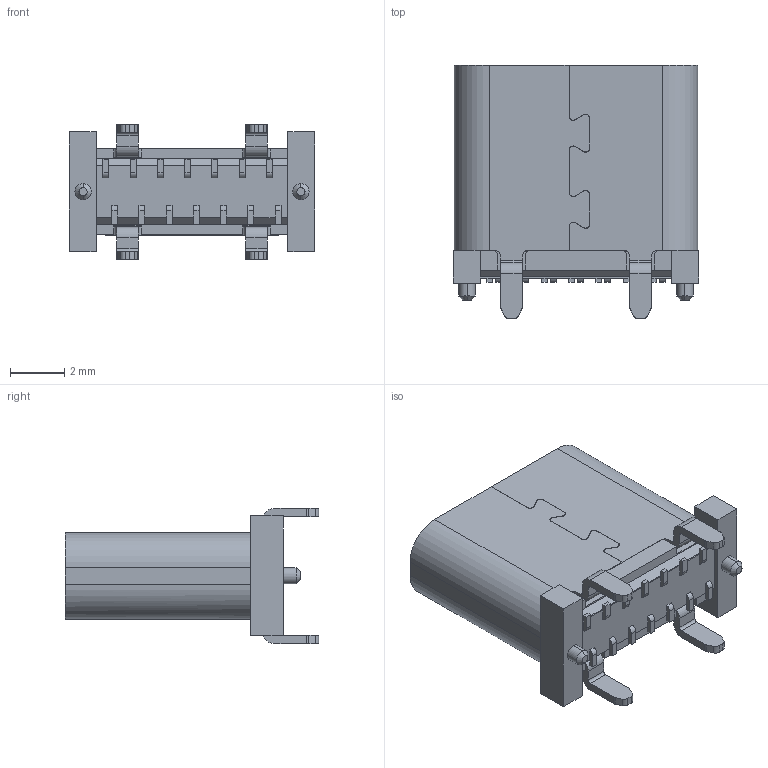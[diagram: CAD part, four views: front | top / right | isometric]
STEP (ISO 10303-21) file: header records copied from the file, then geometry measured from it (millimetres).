
FILE_DESCRIPTION((''),'2;1');
FILE_NAME('PRT0001','2024-06-13T14:17:09',('Administrator'),(''),'CREO PARAMETRIC BY PTC INC, 2020154','CREO PARAMETRIC BY PTC INC, 2020154','');
FILE_SCHEMA(('AUTOMOTIVE_DESIGN { 1 0 10303 214 1 1 1 1 }'));
Length unit declared in the file: millimetre
Products named in the file (1): PRT0001
Bounding box: 9 x 9.3 x 4.96 mm (x, y, z)
Volume: 143.6 mm3; surface area: 529.4 mm2
Topology: 1 solids, 1 shells, 461 faces, 1342 edges, 882 vertices
Faces by surface type: plane 315, cylinder 134, cone 8, torus 4
Entity records: 18532 total; most frequent: CARTESIAN_POINT 2751, ORIENTED_EDGE 2684, DIRECTION 2548, EDGE_CURVE 1342, VECTOR 1034, LINE 1034, VERTEX_POINT 882, AXIS2_PLACEMENT_3D 757
